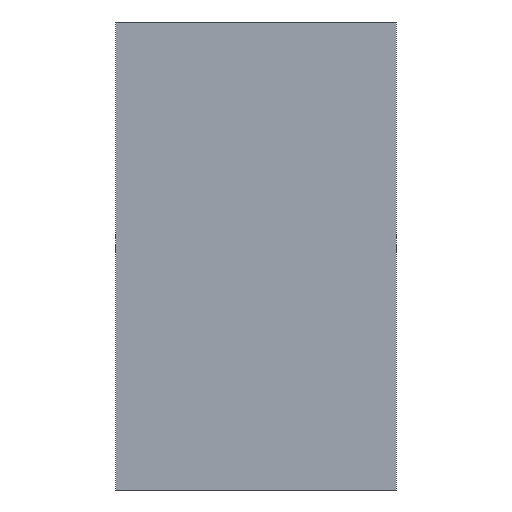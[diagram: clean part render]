
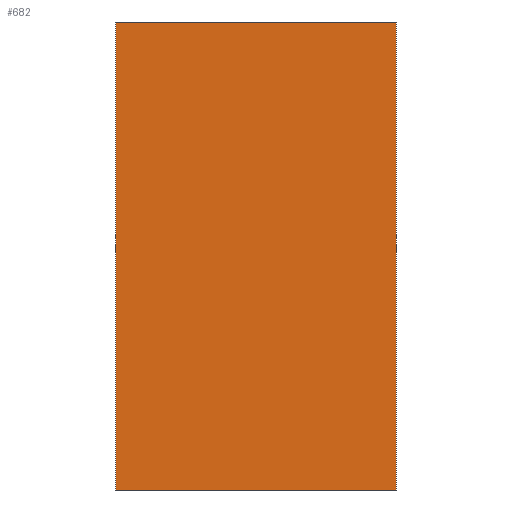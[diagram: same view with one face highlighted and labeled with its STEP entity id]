
A CAD part, front view. The second image highlights one B-rep face of the part: STEP entity #682.
In plain terms, the highlighted planar face has unit normal (0, -1, 0).
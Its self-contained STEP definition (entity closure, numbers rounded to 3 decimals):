
#63=FACE_OUTER_BOUND('',#103,.T.);
#103=EDGE_LOOP('',(#594,#595,#596,#597));
#186=LINE('',#1112,#271);
#187=LINE('',#1115,#272);
#188=LINE('',#1117,#273);
#189=LINE('',#1118,#274);
#271=VECTOR('',#920,10.);
#272=VECTOR('',#923,10.);
#273=VECTOR('',#924,10.);
#274=VECTOR('',#925,10.);
#331=VERTEX_POINT('',#1108);
#332=VERTEX_POINT('',#1110);
#333=VERTEX_POINT('',#1114);
#334=VERTEX_POINT('',#1116);
#422=EDGE_CURVE('',#331,#332,#186,.T.);
#423=EDGE_CURVE('',#333,#331,#187,.T.);
#424=EDGE_CURVE('',#334,#332,#188,.T.);
#425=EDGE_CURVE('',#333,#334,#189,.T.);
#594=ORIENTED_EDGE('',*,*,#423,.T.);
#595=ORIENTED_EDGE('',*,*,#422,.T.);
#596=ORIENTED_EDGE('',*,*,#424,.F.);
#597=ORIENTED_EDGE('',*,*,#425,.F.);
#644=PLANE('',#751);
#682=ADVANCED_FACE('',(#63),#644,.T.);
#751=AXIS2_PLACEMENT_3D('',#1113,#921,#922);
#920=DIRECTION('',(0.,0.,1.));
#921=DIRECTION('center_axis',(0.,-1.,0.));
#922=DIRECTION('ref_axis',(1.,0.,0.));
#923=DIRECTION('',(1.,0.,0.));
#924=DIRECTION('',(1.,0.,0.));
#925=DIRECTION('',(0.,0.,1.));
#1108=CARTESIAN_POINT('',(26.95,0.,0.));
#1110=CARTESIAN_POINT('',(26.95,0.,90.));
#1112=CARTESIAN_POINT('',(26.95,0.,0.));
#1113=CARTESIAN_POINT('Origin',(-26.95,0.,0.));
#1114=CARTESIAN_POINT('',(-26.95,0.,0.));
#1115=CARTESIAN_POINT('',(-26.95,0.,0.));
#1116=CARTESIAN_POINT('',(-26.95,0.,90.));
#1117=CARTESIAN_POINT('',(-26.95,0.,90.));
#1118=CARTESIAN_POINT('',(-26.95,0.,0.));
